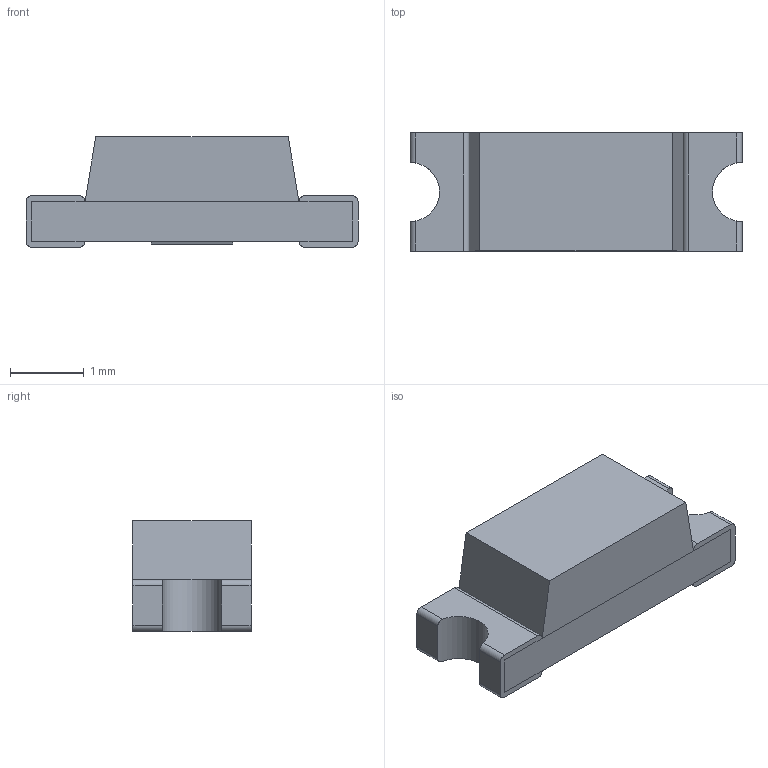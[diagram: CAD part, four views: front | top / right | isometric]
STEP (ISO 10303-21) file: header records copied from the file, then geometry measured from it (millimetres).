
FILE_DESCRIPTION(/* description */ ('model of LED_1806_4516Metric_Castellated'),/* implementation_level */ '2;1');
FILE_NAME(/* name */ 'LED_1806_4516Metric_Castellated.step',/* time_stamp */ '2018-03-14T23:51:27',/* author */ ('kicad StepUp','ksu'),/* organization */ ('FreeCAD'),/* preprocessor_version */ 'OCC',/* originating_system */ 'kicad StepUp',/* authorisation */ '');
FILE_SCHEMA(('AUTOMOTIVE_DESIGN { 1 0 10303 214 1 1 1 1 }'));
Length unit declared in the file: millimetre
Products named in the file (1): LED_1806_4516Metric_Castellated
Bounding box: 4.5 x 1.6 x 1.5 mm (x, y, z)
Volume: 7.8 mm3; surface area: 29.2 mm2
Topology: 1 solids, 1 shells, 38 faces, 101 edges, 66 vertices
Faces by surface type: plane 24, cylinder 14
Entity records: 877 total; most frequent: ORIENTED_EDGE 163, CARTESIAN_POINT 158, EDGE_CURVE 101, VERTEX_POINT 66, LINE 59, AXIS2_PLACEMENT_3D 53, FACE_BOUND 39, EDGE_LOOP 39
